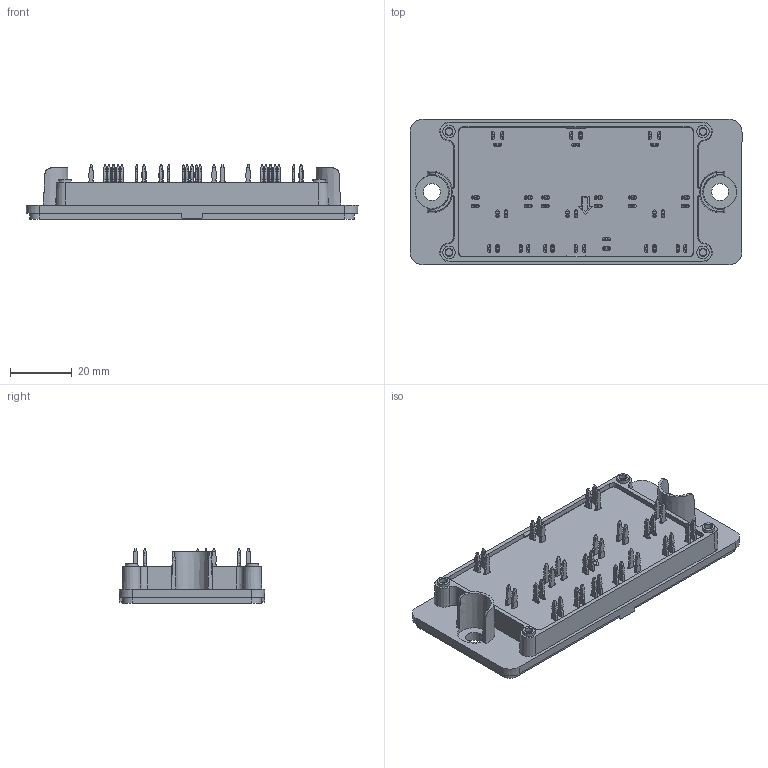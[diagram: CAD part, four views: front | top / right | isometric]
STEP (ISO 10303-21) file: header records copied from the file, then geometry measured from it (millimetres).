
FILE_DESCRIPTION(/* description */ ('Unknown'),/* implementation_level */ '2;1');
FILE_NAME(/* name */ 'Flow2-4T13Y-LN50(410)-01-OL',/* time_stamp */ '2019-05-30T15:42:05+02:00',/* author */ ('Unknown'),/* organization */ ('Unknown'),/* preprocessor_version */ 'ST-DEVELOPER v16.7',/* originating_system */ 'DEX',/* authorisation */ $);
FILE_SCHEMA (('AUTOMOTIVE_DESIGN {1 0 10303 214 3 1 1}'));
Length unit declared in the file: millimetre
Products named in the file (1): Flow2-4T13Y-LN50-OL
Bounding box: 107.2 x 47 x 17.48 mm (x, y, z)
Volume: 43955.5 mm3; surface area: 17344.7 mm2
Topology: 1 solids, 1 shells, 1509 faces, 4189 edges, 2781 vertices
Faces by surface type: plane 905, cylinder 460, cone 112, torus 32
Full cylindrical faces by diameter (mm): 2.25 x4, 2.55 x4, 3 x4, 5.5 x2
Entity records: 59302 total; most frequent: CARTESIAN_POINT 9507, ORIENTED_EDGE 8302, DIRECTION 8140, EDGE_CURVE 4151, VERTEX_POINT 2767, AXIS2_PLACEMENT_3D 2740, LINE 2660, VECTOR 2660
